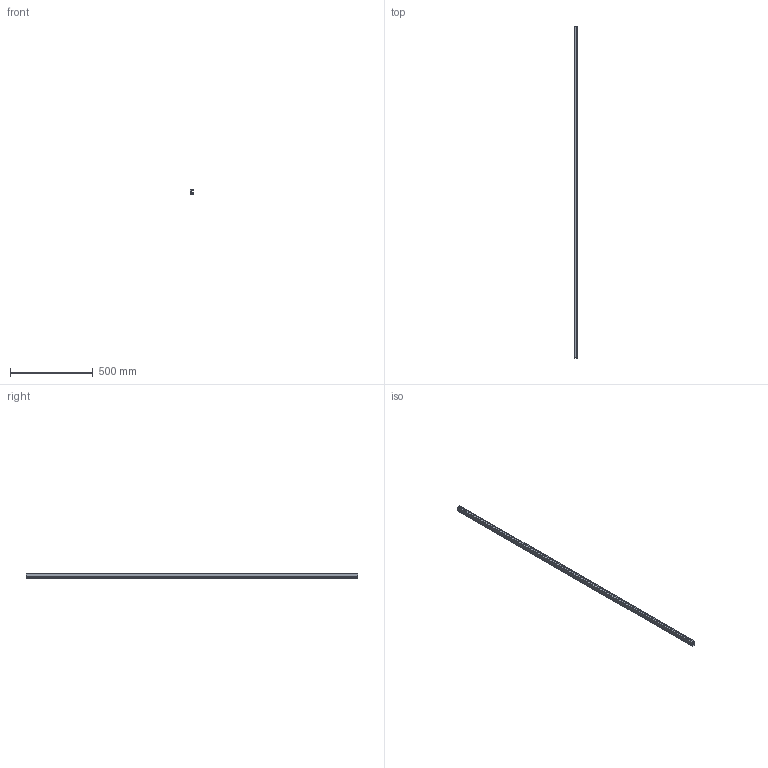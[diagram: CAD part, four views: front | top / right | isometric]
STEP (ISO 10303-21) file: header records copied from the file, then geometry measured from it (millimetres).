
FILE_DESCRIPTION(('STEP AP214'),'1');
FILE_NAME('cctmp_087091C0-9A4F-4F45-BD81-A0A9A9E39018_2023_6_20_10_10_15_655..stp','2023-06-20T08:10:15',('Murtfeldt Kunststoffe GmbH & Co.KG'),('CADClick - www.CADClick.com'),'Spatial InterOp 3D',' ','unknown authorization');
FILE_SCHEMA(('AUTOMOTIVE_DESIGN'));
Length unit declared in the file: millimetre
Products named in the file (3): 221320040
Assembly tree (2 placements, depth 2):
  (unnamed)
    221320040
    221320040
Bounding box: 20 x 2000 x 29.5 mm (x, y, z)
Volume: 826761.9 mm3; surface area: 457899.5 mm2
Topology: 2 solids, 2 shells, 50 faces, 138 edges, 92 vertices
Faces by surface type: plane 42, cylinder 8
Entity records: 2058 total; most frequent: CARTESIAN_POINT 283, ORIENTED_EDGE 276, DIRECTION 260, EDGE_CURVE 138, LINE 122, VECTOR 122, VERTEX_POINT 92, AXIS2_PLACEMENT_3D 69
